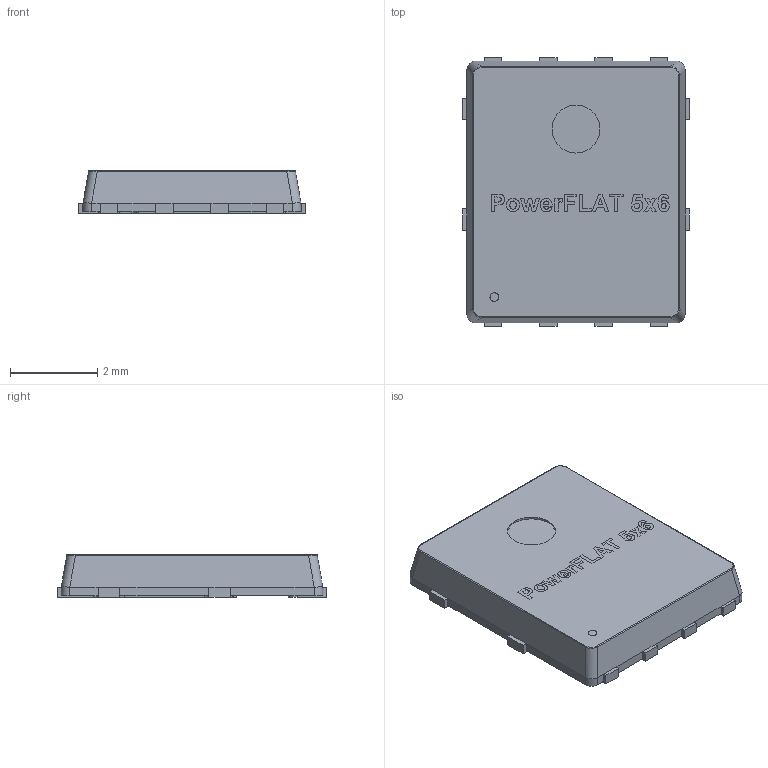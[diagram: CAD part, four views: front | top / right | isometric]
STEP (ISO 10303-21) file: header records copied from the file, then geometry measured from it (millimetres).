
FILE_DESCRIPTION (( 'STEP AP214' ), '1' );
FILE_NAME ('User Library-Power_Flat_5x6.STEP', '2017-04-10T12:16:15', ( 'Windows User' ), ( '' ), 'SwSTEP 2.0', 'SolidWorks 2017', '' );
FILE_SCHEMA (( 'AUTOMOTIVE_DESIGN' ));
Length unit declared in the file: millimetre
Products named in the file (1): User Library-Power_Flat_5x6
Bounding box: 5.2 x 6.15 x 0.98 mm (x, y, z)
Volume: 28.1 mm3; surface area: 125.6 mm2
Topology: 6 solids, 6 shells, 209 faces, 639 edges, 461 vertices
Faces by surface type: plane 141, cylinder 60, bspline 8
Entity records: 9000 total; most frequent: CARTESIAN_POINT 2210, ORIENTED_EDGE 1278, DIRECTION 1079, EDGE_CURVE 639, VERTEX_POINT 461, VECTOR 447, LINE 447, AXIS2_PLACEMENT_3D 316
